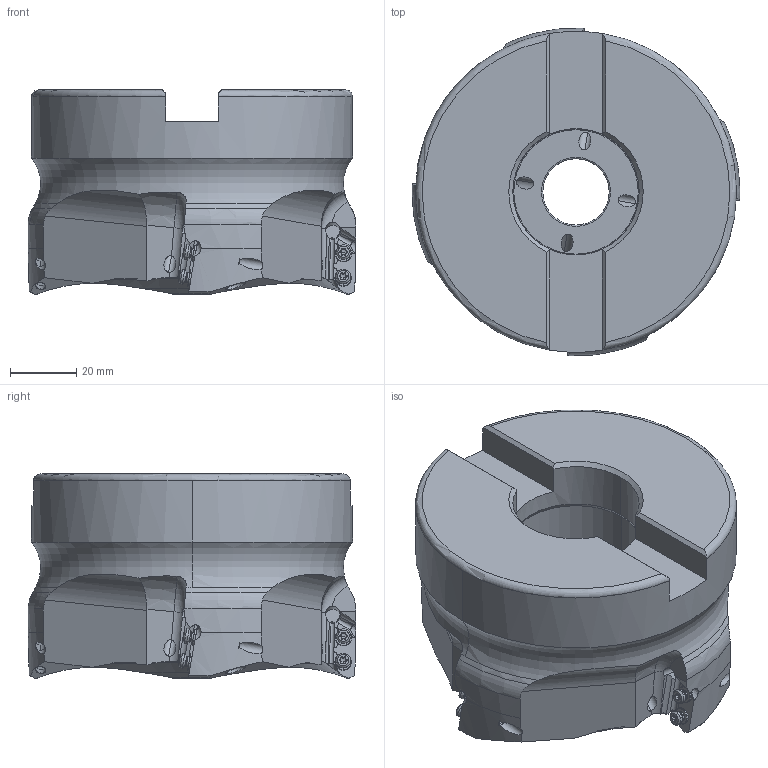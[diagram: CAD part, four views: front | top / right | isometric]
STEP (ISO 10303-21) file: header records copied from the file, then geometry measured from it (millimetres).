
FILE_DESCRIPTION(/* description */ (''),/* implementation_level */ '2;1');
FILE_NAME(/* name */ 'AXD4000UR0404EA.stp',/* time_stamp */ '2019-03-25T17:15:32+09:00',/* author */ (''),/* organization */ (''),/* preprocessor_version */ 'ST-DEVELOPER v16',/* originating_system */ 'SIEMENS PLM Software NX 10.0',/* authorisation */ '');
FILE_SCHEMA (('AUTOMOTIVE_DESIGN { 1 0 10303 214 3 1 1 1 }'));
Length unit declared in the file: millimetre
Products named in the file (1): AXD4000UR0404EA_ASM
Bounding box: 98.83 x 98.83 x 61.49 mm (x, y, z)
Volume: 319217.2 mm3; surface area: 41113.4 mm2
Topology: 9 solids, 9 shells, 569 faces, 1804 edges, 1246 vertices
Faces by surface type: cylinder 274, plane 131, cone 100, torus 48, sphere 16
Entity records: 25970 total; most frequent: CARTESIAN_POINT 9798, ORIENTED_EDGE 3576, DIRECTION 3296, EDGE_CURVE 1788, AXIS2_PLACEMENT_3D 1410, VERTEX_POINT 1246, CIRCLE 732, EDGE_LOOP 604
